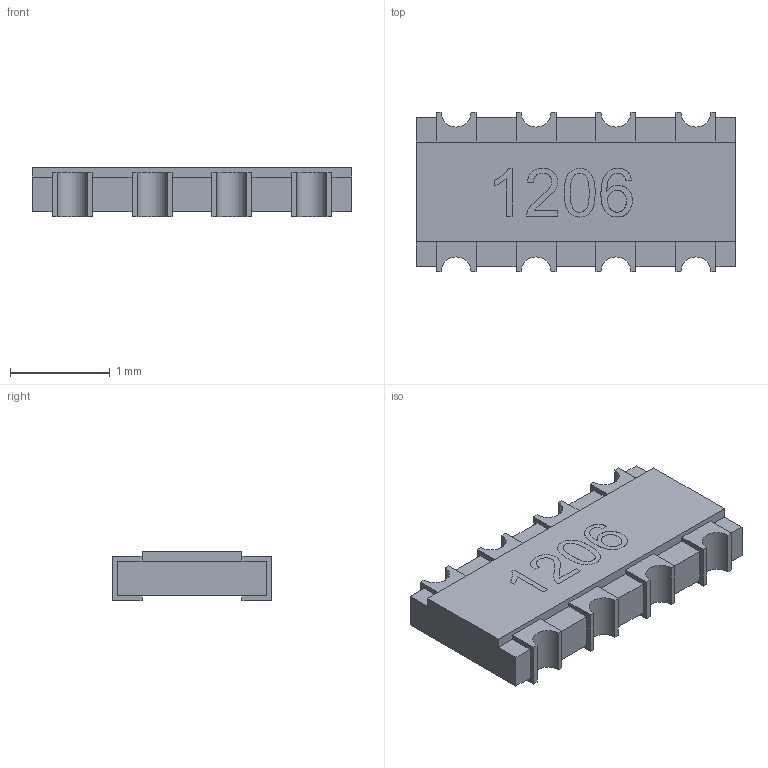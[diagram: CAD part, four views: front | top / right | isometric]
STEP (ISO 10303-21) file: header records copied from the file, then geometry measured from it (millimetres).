
FILE_DESCRIPTION(('FreeCAD Model'),'2;1');
FILE_NAME('R_1206-4.step','2016-08-08T15:34:02',('Author'),( ''),'Open CASCADE STEP processor 6.8','FreeCAD','Unknown');
FILE_SCHEMA(('AUTOMOTIVE_DESIGN_CC2 { 1 2 10303 214 -1 1 5 4 }'));
Length unit declared in the file: millimetre
Products named in the file (2): ASSEMBLY; R_1206-4
Assembly tree (1 placements, depth 2):
  ASSEMBLY
    R_1206-4
Bounding box: 3.2 x 1.6 x 0.5 mm (x, y, z)
Surface area: 28.6 mm2 (no closed solid volume)
Topology: 0 solids, 1 shells, 348 faces, 1076 edges, 636 vertices
Faces by surface type: plane 186, bspline 138, cylinder 24
Entity records: 43167 total; most frequent: CARTESIAN_POINT 22260, DIRECTION 2442, ORIENTED_EDGE 2148, PCURVE 2148, DEFINITIONAL_REPRESENTATION 2148, LINE 1879, VECTOR 1879, B_SPLINE_CURVE_WITH_KNOTS 1217
